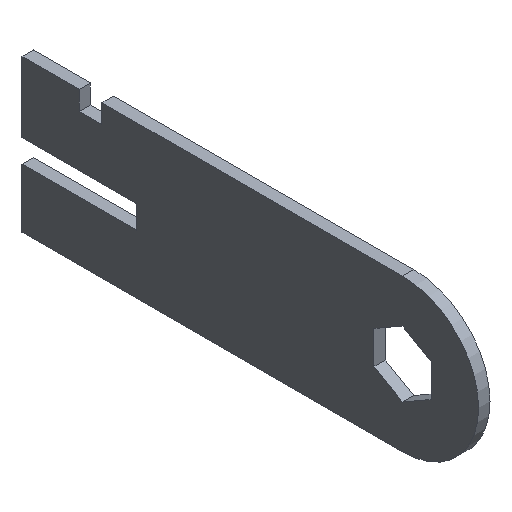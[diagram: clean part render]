
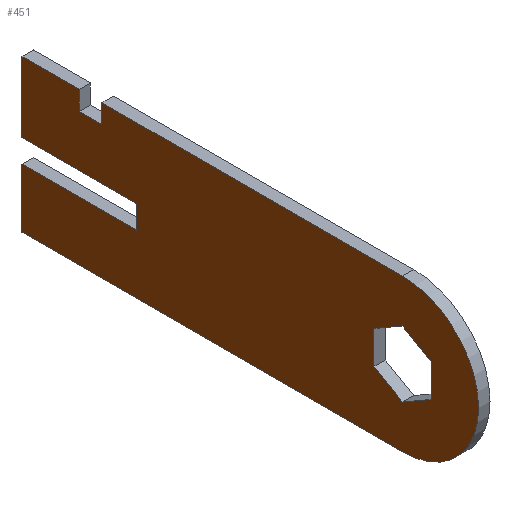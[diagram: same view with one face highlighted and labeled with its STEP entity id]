
A CAD part, isometric view. The second image highlights one B-rep face of the part: STEP entity #451.
In plain terms, the highlighted planar face has unit normal (-1, 0, 0).
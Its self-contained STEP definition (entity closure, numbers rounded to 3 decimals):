
#1 = ORIENTED_EDGE ( 'NONE', *, *, #400, .T. ) ;
#2 = EDGE_CURVE ( 'NONE', #566, #467, #25, .T. ) ;
#8 = CARTESIAN_POINT ( 'NONE',  ( 0., 79., 15. ) ) ;
#15 = VECTOR ( 'NONE', #618, 1000. ) ;
#17 = ORIENTED_EDGE ( 'NONE', *, *, #93, .T. ) ;
#19 = LINE ( 'NONE', #465, #69 ) ;
#25 = LINE ( 'NONE', #128, #108 ) ;
#26 = CARTESIAN_POINT ( 'NONE',  ( 0., 0., -20. ) ) ;
#27 = AXIS2_PLACEMENT_3D ( 'NONE', #72, #113, #637 ) ;
#28 = EDGE_CURVE ( 'NONE', #503, #73, #276, .T. ) ;
#31 = CARTESIAN_POINT ( 'NONE',  ( 0., 0., -20. ) ) ;
#35 = CARTESIAN_POINT ( 'NONE',  ( 0., 7.5, 0. ) ) ;
#36 = DIRECTION ( 'NONE',  ( 0., 1., 0. ) ) ;
#37 = EDGE_CURVE ( 'NONE', #274, #633, #595, .T. ) ;
#44 = DIRECTION ( 'NONE',  ( 0., -0.866, -0.5 ) ) ;
#56 = ORIENTED_EDGE ( 'NONE', *, *, #473, .T. ) ;
#62 = CARTESIAN_POINT ( 'NONE',  ( 0., 100., 20. ) ) ;
#69 = VECTOR ( 'NONE', #259, 1000. ) ;
#72 = CARTESIAN_POINT ( 'NONE',  ( 0., 0., 0. ) ) ;
#73 = VERTEX_POINT ( 'NONE', #346 ) ;
#75 = ORIENTED_EDGE ( 'NONE', *, *, #106, .T. ) ;
#80 = LINE ( 'NONE', #549, #207 ) ;
#83 = CARTESIAN_POINT ( 'NONE',  ( 0., 0., 20. ) ) ;
#85 = LINE ( 'NONE', #35, #374 ) ;
#93 = EDGE_CURVE ( 'NONE', #576, #600, #240, .T. ) ;
#95 = DIRECTION ( 'NONE',  ( 0., 1., 0. ) ) ;
#100 = ORIENTED_EDGE ( 'NONE', *, *, #330, .T. ) ;
#106 = EDGE_CURVE ( 'NONE', #623, #566, #398, .T. ) ;
#108 = VECTOR ( 'NONE', #645, 1000. ) ;
#113 = DIRECTION ( 'NONE',  ( 1., 0., 0. ) ) ;
#116 = EDGE_CURVE ( 'NONE', #168, #426, #626, .T. ) ;
#120 = CARTESIAN_POINT ( 'NONE',  ( 0., 7.5, 4.33 ) ) ;
#121 = CARTESIAN_POINT ( 'NONE',  ( 0., 0., -4.5 ) ) ;
#123 = CARTESIAN_POINT ( 'NONE',  ( 0., 0., 0. ) ) ;
#128 = CARTESIAN_POINT ( 'NONE',  ( 0., 3.75, -6.495 ) ) ;
#139 = VERTEX_POINT ( 'NONE', #204 ) ;
#141 = CARTESIAN_POINT ( 'NONE',  ( 0., 85., 0. ) ) ;
#142 = EDGE_CURVE ( 'NONE', #274, #172, #460, .T. ) ;
#145 = VECTOR ( 'NONE', #236, 1000. ) ;
#146 = DIRECTION ( 'NONE',  ( 0., 0., -1. ) ) ;
#147 = VERTEX_POINT ( 'NONE', #343 ) ;
#149 = CARTESIAN_POINT ( 'NONE',  ( 0., -3.75, -6.495 ) ) ;
#152 = VECTOR ( 'NONE', #146, 1000. ) ;
#154 = ORIENTED_EDGE ( 'NONE', *, *, #272, .T. ) ;
#168 = VERTEX_POINT ( 'NONE', #457 ) ;
#170 = CARTESIAN_POINT ( 'NONE',  ( 0., 85., 20. ) ) ;
#171 = EDGE_CURVE ( 'NONE', #559, #139, #613, .T. ) ;
#172 = VERTEX_POINT ( 'NONE', #403 ) ;
#176 = DIRECTION ( 'NONE',  ( 0., 0., -1. ) ) ;
#179 = VECTOR ( 'NONE', #350, 1000. ) ;
#184 = DIRECTION ( 'NONE',  ( 0., 1., 0. ) ) ;
#204 = CARTESIAN_POINT ( 'NONE',  ( 0., -7.5, 4.33 ) ) ;
#207 = VECTOR ( 'NONE', #176, 1000. ) ;
#210 = LINE ( 'NONE', #575, #611 ) ;
#218 = LINE ( 'NONE', #526, #519 ) ;
#223 = ORIENTED_EDGE ( 'NONE', *, *, #37, .T. ) ;
#225 = CIRCLE ( 'NONE', #27, 20. ) ;
#231 = EDGE_CURVE ( 'NONE', #426, #335, #218, .T. ) ;
#235 = EDGE_CURVE ( 'NONE', #335, #172, #210, .T. ) ;
#236 = DIRECTION ( 'NONE',  ( 0., -0.866, 0.5 ) ) ;
#237 = ORIENTED_EDGE ( 'NONE', *, *, #235, .T. ) ;
#239 = CARTESIAN_POINT ( 'NONE',  ( 0., 70., 1.5 ) ) ;
#240 = LINE ( 'NONE', #410, #15 ) ;
#241 = CARTESIAN_POINT ( 'NONE',  ( 0., 0., -8.66 ) ) ;
#243 = ORIENTED_EDGE ( 'NONE', *, *, #231, .T. ) ;
#247 = CARTESIAN_POINT ( 'NONE',  ( 0., 0., 8.66 ) ) ;
#252 = CARTESIAN_POINT ( 'NONE',  ( 0., 0., 20. ) ) ;
#256 = EDGE_LOOP ( 'NONE', ( #75, #432, #535, #56, #572, #1 ) ) ;
#258 = EDGE_CURVE ( 'NONE', #168, #503, #225, .T. ) ;
#259 = DIRECTION ( 'NONE',  ( 0., 0., -1. ) ) ;
#266 = DIRECTION ( 'NONE',  ( 0., 0., -1. ) ) ;
#272 = EDGE_CURVE ( 'NONE', #147, #576, #427, .T. ) ;
#274 = VERTEX_POINT ( 'NONE', #170 ) ;
#276 = LINE ( 'NONE', #31, #462 ) ;
#284 = DIRECTION ( 'NONE',  ( 1., 0., 0. ) ) ;
#287 = CARTESIAN_POINT ( 'NONE',  ( 0., 100., -4.5 ) ) ;
#293 = ORIENTED_EDGE ( 'NONE', *, *, #28, .F. ) ;
#310 = VECTOR ( 'NONE', #44, 1000. ) ;
#312 = CARTESIAN_POINT ( 'NONE',  ( 0., -7.5, -4.33 ) ) ;
#313 = CARTESIAN_POINT ( 'NONE',  ( 0., 0., 1.5 ) ) ;
#323 = CARTESIAN_POINT ( 'NONE',  ( 0., 7.5, -4.33 ) ) ;
#330 = EDGE_CURVE ( 'NONE', #563, #73, #19, .T. ) ;
#331 = PLANE ( 'NONE',  #444 ) ;
#333 = DIRECTION ( 'NONE',  ( 0., -1., 0. ) ) ;
#335 = VERTEX_POINT ( 'NONE', #8 ) ;
#340 = VECTOR ( 'NONE', #184, 1000. ) ;
#343 = CARTESIAN_POINT ( 'NONE',  ( 0., 100., 1.5 ) ) ;
#346 = CARTESIAN_POINT ( 'NONE',  ( 0., 100., -20. ) ) ;
#350 = DIRECTION ( 'NONE',  ( 0., 0.866, -0.5 ) ) ;
#355 = VECTOR ( 'NONE', #333, 1000. ) ;
#362 = ORIENTED_EDGE ( 'NONE', *, *, #116, .T. ) ;
#371 = FACE_BOUND ( 'NONE', #256, .T. ) ;
#372 = EDGE_CURVE ( 'NONE', #563, #600, #583, .T. ) ;
#374 = VECTOR ( 'NONE', #375, 1000. ) ;
#375 = DIRECTION ( 'NONE',  ( 0., 0., 1. ) ) ;
#378 = EDGE_CURVE ( 'NONE', #633, #147, #603, .T. ) ;
#398 = LINE ( 'NONE', #149, #179 ) ;
#400 = EDGE_CURVE ( 'NONE', #139, #623, #80, .T. ) ;
#403 = CARTESIAN_POINT ( 'NONE',  ( 0., 85., 15. ) ) ;
#410 = CARTESIAN_POINT ( 'NONE',  ( 0., 70., 0. ) ) ;
#411 = VECTOR ( 'NONE', #438, 1000. ) ;
#426 = VERTEX_POINT ( 'NONE', #644 ) ;
#427 = LINE ( 'NONE', #313, #475 ) ;
#430 = EDGE_CURVE ( 'NONE', #467, #663, #85, .T. ) ;
#432 = ORIENTED_EDGE ( 'NONE', *, *, #2, .T. ) ;
#438 = DIRECTION ( 'NONE',  ( 0., 0., -1. ) ) ;
#444 = AXIS2_PLACEMENT_3D ( 'NONE', #123, #284, #590 ) ;
#451 = ADVANCED_FACE ( 'NONE', ( #371, #586 ), #331, .F. ) ;
#453 = CARTESIAN_POINT ( 'NONE',  ( 0., 70., -4.5 ) ) ;
#457 = CARTESIAN_POINT ( 'NONE',  ( 0., 0., 20. ) ) ;
#460 = LINE ( 'NONE', #141, #152 ) ;
#462 = VECTOR ( 'NONE', #36, 1000. ) ;
#465 = CARTESIAN_POINT ( 'NONE',  ( 0., 100., 0. ) ) ;
#467 = VERTEX_POINT ( 'NONE', #323 ) ;
#473 = EDGE_CURVE ( 'NONE', #663, #559, #593, .T. ) ;
#475 = VECTOR ( 'NONE', #534, 1000. ) ;
#481 = CARTESIAN_POINT ( 'NONE',  ( 0., 3.75, 6.495 ) ) ;
#503 = VERTEX_POINT ( 'NONE', #26 ) ;
#505 = CARTESIAN_POINT ( 'NONE',  ( 0., -3.75, 6.495 ) ) ;
#512 = ORIENTED_EDGE ( 'NONE', *, *, #372, .F. ) ;
#519 = VECTOR ( 'NONE', #266, 1000. ) ;
#520 = DIRECTION ( 'NONE',  ( 0., 1., 0. ) ) ;
#526 = CARTESIAN_POINT ( 'NONE',  ( 0., 79., 0. ) ) ;
#527 = ORIENTED_EDGE ( 'NONE', *, *, #258, .F. ) ;
#534 = DIRECTION ( 'NONE',  ( 0., -1., 0. ) ) ;
#535 = ORIENTED_EDGE ( 'NONE', *, *, #430, .T. ) ;
#549 = CARTESIAN_POINT ( 'NONE',  ( 0., -7.5, 0. ) ) ;
#559 = VERTEX_POINT ( 'NONE', #247 ) ;
#560 = VECTOR ( 'NONE', #95, 1000. ) ;
#563 = VERTEX_POINT ( 'NONE', #287 ) ;
#566 = VERTEX_POINT ( 'NONE', #241 ) ;
#569 = ORIENTED_EDGE ( 'NONE', *, *, #142, .F. ) ;
#572 = ORIENTED_EDGE ( 'NONE', *, *, #171, .T. ) ;
#575 = CARTESIAN_POINT ( 'NONE',  ( 0., 0., 15. ) ) ;
#576 = VERTEX_POINT ( 'NONE', #239 ) ;
#583 = LINE ( 'NONE', #121, #355 ) ;
#586 = FACE_OUTER_BOUND ( 'NONE', #648, .T. ) ;
#587 = ORIENTED_EDGE ( 'NONE', *, *, #378, .T. ) ;
#590 = DIRECTION ( 'NONE',  ( 0., 0., -1. ) ) ;
#593 = LINE ( 'NONE', #481, #145 ) ;
#595 = LINE ( 'NONE', #83, #340 ) ;
#598 = CARTESIAN_POINT ( 'NONE',  ( 0., 100., 0. ) ) ;
#600 = VERTEX_POINT ( 'NONE', #453 ) ;
#603 = LINE ( 'NONE', #598, #411 ) ;
#611 = VECTOR ( 'NONE', #520, 1000. ) ;
#613 = LINE ( 'NONE', #505, #310 ) ;
#618 = DIRECTION ( 'NONE',  ( 0., 0., -1. ) ) ;
#623 = VERTEX_POINT ( 'NONE', #312 ) ;
#626 = LINE ( 'NONE', #252, #560 ) ;
#633 = VERTEX_POINT ( 'NONE', #62 ) ;
#637 = DIRECTION ( 'NONE',  ( 0., 0., -1. ) ) ;
#644 = CARTESIAN_POINT ( 'NONE',  ( 0., 79., 20. ) ) ;
#645 = DIRECTION ( 'NONE',  ( 0., 0.866, 0.5 ) ) ;
#648 = EDGE_LOOP ( 'NONE', ( #362, #243, #237, #569, #223, #587, #154, #17, #512, #100, #293, #527 ) ) ;
#663 = VERTEX_POINT ( 'NONE', #120 ) ;
